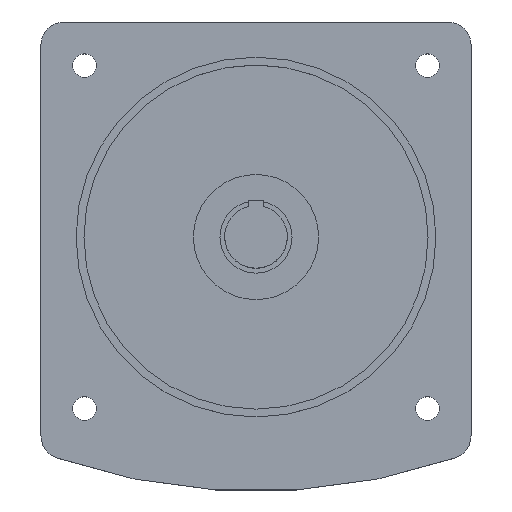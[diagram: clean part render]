
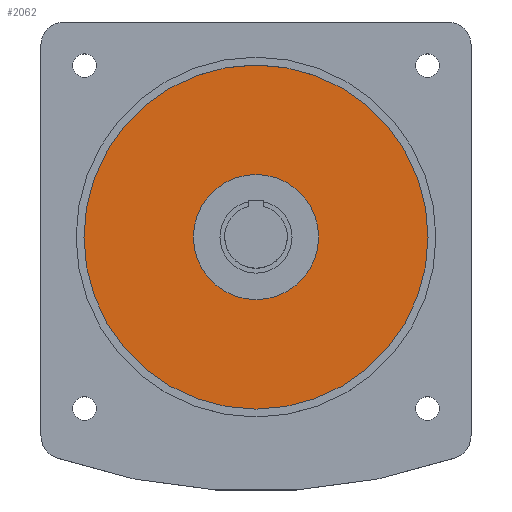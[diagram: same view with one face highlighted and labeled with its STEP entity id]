
A CAD part, top view. The second image highlights one B-rep face of the part: STEP entity #2062.
In plain terms, the highlighted planar face has unit normal (0, 0, 1).
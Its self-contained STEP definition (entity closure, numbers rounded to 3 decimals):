
#53 = DIRECTION ( 'NONE',  ( 1., 0., 0. ) ) ;
#61 = FACE_BOUND ( 'NONE', #2401, .T. ) ;
#120 = EDGE_CURVE ( 'NONE', #1223, #2429, #1160, .T. ) ;
#352 = CIRCLE ( 'NONE', #1574, 40. ) ;
#462 = AXIS2_PLACEMENT_3D ( 'NONE', #1548, #3183, #4323 ) ;
#593 = EDGE_LOOP ( 'NONE', ( #2901, #2677 ) ) ;
#623 = CARTESIAN_POINT ( 'NONE',  ( -110., 0., 0. ) ) ;
#790 = AXIS2_PLACEMENT_3D ( 'NONE', #2802, #4037, #53 ) ;
#792 = EDGE_CURVE ( 'NONE', #2429, #1223, #4327, .T. ) ;
#884 = EDGE_CURVE ( 'NONE', #4112, #5036, #352, .T. ) ;
#1160 = CIRCLE ( 'NONE', #790, 110. ) ;
#1223 = VERTEX_POINT ( 'NONE', #1302 ) ;
#1302 = CARTESIAN_POINT ( 'NONE',  ( 110., 0., 0. ) ) ;
#1392 = ORIENTED_EDGE ( 'NONE', *, *, #1706, .F. ) ;
#1397 = DIRECTION ( 'NONE',  ( 0., 0., -1. ) ) ;
#1548 = CARTESIAN_POINT ( 'NONE',  ( 0., 228.125, 0. ) ) ;
#1574 = AXIS2_PLACEMENT_3D ( 'NONE', #3746, #4548, #4163 ) ;
#1706 = EDGE_CURVE ( 'NONE', #5036, #4112, #2647, .T. ) ;
#1732 = CARTESIAN_POINT ( 'NONE',  ( 0., 0., 0. ) ) ;
#1986 = AXIS2_PLACEMENT_3D ( 'NONE', #1732, #4909, #3700 ) ;
#2062 = ADVANCED_FACE ( 'NONE', ( #3123, #61 ), #3905, .T. ) ;
#2401 = EDGE_LOOP ( 'NONE', ( #1392, #4488 ) ) ;
#2429 = VERTEX_POINT ( 'NONE', #623 ) ;
#2639 = CARTESIAN_POINT ( 'NONE',  ( 0., 0., 0. ) ) ;
#2647 = CIRCLE ( 'NONE', #1986, 40. ) ;
#2677 = ORIENTED_EDGE ( 'NONE', *, *, #120, .F. ) ;
#2737 = AXIS2_PLACEMENT_3D ( 'NONE', #2639, #1397, #2961 ) ;
#2802 = CARTESIAN_POINT ( 'NONE',  ( 0., 0., 0. ) ) ;
#2901 = ORIENTED_EDGE ( 'NONE', *, *, #792, .F. ) ;
#2961 = DIRECTION ( 'NONE',  ( 1., 0., 0. ) ) ;
#3123 = FACE_OUTER_BOUND ( 'NONE', #593, .T. ) ;
#3183 = DIRECTION ( 'NONE',  ( 0., 0., 1. ) ) ;
#3700 = DIRECTION ( 'NONE',  ( 1., 0., 0. ) ) ;
#3746 = CARTESIAN_POINT ( 'NONE',  ( 0., 0., 0. ) ) ;
#3905 = PLANE ( 'NONE',  #462 ) ;
#4037 = DIRECTION ( 'NONE',  ( 0., 0., -1. ) ) ;
#4112 = VERTEX_POINT ( 'NONE', #4910 ) ;
#4163 = DIRECTION ( 'NONE',  ( 1., 0., 0. ) ) ;
#4323 = DIRECTION ( 'NONE',  ( 1., 0., 0. ) ) ;
#4327 = CIRCLE ( 'NONE', #2737, 110. ) ;
#4488 = ORIENTED_EDGE ( 'NONE', *, *, #884, .F. ) ;
#4548 = DIRECTION ( 'NONE',  ( 0., 0., 1. ) ) ;
#4852 = CARTESIAN_POINT ( 'NONE',  ( -40., 0., 0. ) ) ;
#4909 = DIRECTION ( 'NONE',  ( 0., 0., 1. ) ) ;
#4910 = CARTESIAN_POINT ( 'NONE',  ( 40., 0., 0. ) ) ;
#5036 = VERTEX_POINT ( 'NONE', #4852 ) ;
